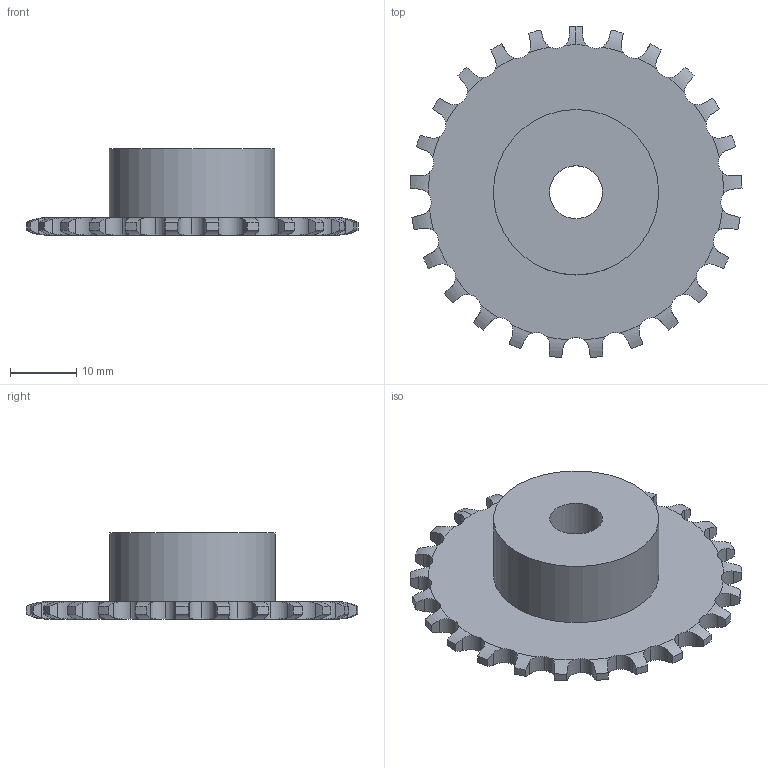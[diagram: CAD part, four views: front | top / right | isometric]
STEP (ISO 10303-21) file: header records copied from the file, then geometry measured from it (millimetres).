
FILE_DESCRIPTION(('FreeCAD Model'),'2;1');
FILE_NAME('Open CASCADE Shape Model','2021-02-25T15:57:29',( 'Simone Bignetti'),(''),'Open CASCADE STEP processor 7.4','FreeCAD', 'Unknown');
FILE_SCHEMA(('AUTOMOTIVE_DESIGN { 1 0 10303 214 1 1 1 1 }'));
Length unit declared in the file: millimetre
Products named in the file (1): Hole
Bounding box: 50.18 x 50.1 x 13 mm (x, y, z)
Volume: 8814.5 mm3; surface area: 4999.6 mm2
Topology: 1 solids, 1 shells, 182 faces, 587 edges, 408 vertices
Faces by surface type: cylinder 127, revolution 52, plane 3
Full cylindrical faces by diameter (mm): 8 x1, 25 x1
Entity records: 21425 total; most frequent: CARTESIAN_POINT 10822, DIRECTION 1736, ORIENTED_EDGE 1174, PCURVE 1174, DEFINITIONAL_REPRESENTATION 1174, LINE 695, VECTOR 695, B_SPLINE_CURVE_WITH_KNOTS 600
